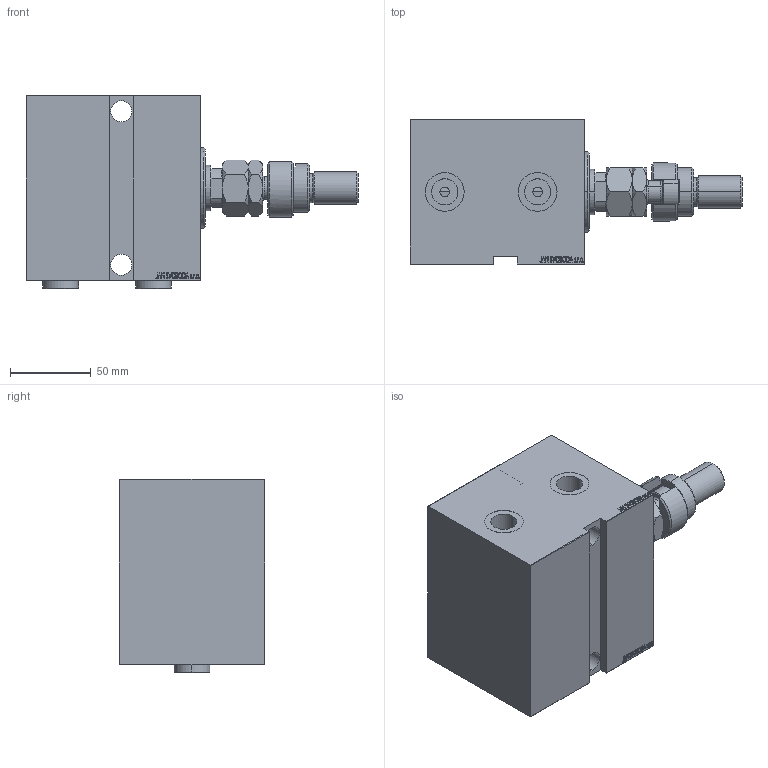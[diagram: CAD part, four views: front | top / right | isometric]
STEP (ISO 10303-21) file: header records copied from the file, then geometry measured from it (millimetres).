
FILE_DESCRIPTION (( 'STEP AP203' ), '1' );
FILE_NAME ('008d.STEP', '2024-02-12T19:55:54', ( '' ), ( '' ), 'SwSTEP 2.0', 'SolidWorks 2019', '' );
FILE_SCHEMA (( 'CONFIG_CONTROL_DESIGN' ));
Length unit declared in the file: millimetre
Products named in the file (8): MFA 7df8825f621b768f0d867eede873d310; DFA 7df8825f621b768f0d867eede873d310; V450CM_VC_B 7df8825f621b768f0d867eede873d310; FEMALE_PART_FOR_DFA 7df8825f621b768f0d867eede873d310; V450CM_E_Body 7df8825f621b768f0d867eede873d310; V450CM_E_VCP 7df8825f621b768f0d867eede873d310; 008d; Zatka_OIL_PORT 7df8825f621b768f0d867eede873d310
Assembly tree (8 placements, depth 3):
  008d
    V450CM_E_Body 7df8825f621b768f0d867eede873d310
    V450CM_E_VCP 7df8825f621b768f0d867eede873d310
    V450CM_VC_B 7df8825f621b768f0d867eede873d310
    DFA 7df8825f621b768f0d867eede873d310
      FEMALE_PART_FOR_DFA 7df8825f621b768f0d867eede873d310
      MFA 7df8825f621b768f0d867eede873d310
    Zatka_OIL_PORT 7df8825f621b768f0d867eede873d310  x2
Bounding box: 205.5 x 90 x 119.9 mm (x, y, z)
Volume: 1058764.3 mm3; surface area: 146835.4 mm2
Topology: 7 solids, 7 shells, 987 faces, 2478 edges, 1621 vertices
Faces by surface type: plane 472, bspline 380, cylinder 73, cone 58, torus 4
Entity records: 46914 total; most frequent: CARTESIAN_POINT 25363, ORIENTED_EDGE 4872, DIRECTION 3010, EDGE_CURVE 2436, VERTEX_POINT 1597, LINE 1410, VECTOR 1410, EDGE_LOOP 1095
